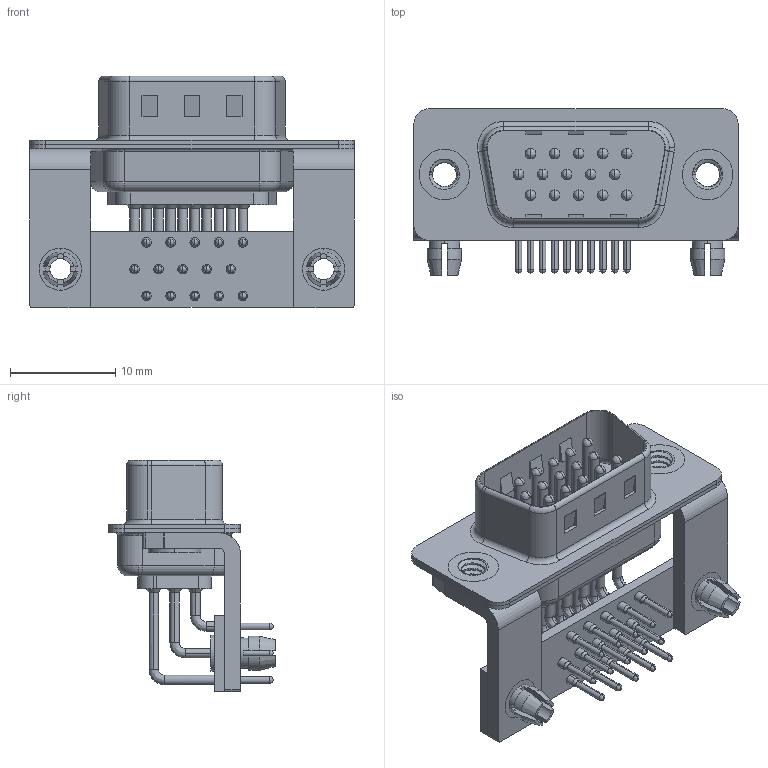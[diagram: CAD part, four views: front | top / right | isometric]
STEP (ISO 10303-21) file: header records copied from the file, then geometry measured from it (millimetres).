
FILE_DESCRIPTION (( 'STEP AP203' ), '1' );
FILE_NAME ('633-M15-263-WN3.STEP', '2018-09-27T21:16:00', ( '' ), ( '' ), 'SwSTEP 2.0', 'SolidWorks 2016', '' );
FILE_SCHEMA (( 'CONFIG_CONTROL_DESIGN' ));
Length unit declared in the file: millimetre
Products named in the file (11): 633M Board Lock; 633M Shell Front_15 Contacts; 633-M15-263-WN3; 633M Shell Rear_15 Contacts; 633M Contact Row 1; 633M Contact Row 2; 633M Contact Row 3; 633M 4-40 Threaded Rivet_Stabilizer; 633M Stabilizer Bracket; 633M Stabilizer Board_15 Contacts; 633M Housing_15 Contacts
Assembly tree (25 placements, depth 2):
  633-M15-263-WN3
    633M Housing_15 Contacts
    633M Shell Front_15 Contacts
    633M Shell Rear_15 Contacts
    633M Contact Row 1  x5
    633M Contact Row 2  x5
    633M Contact Row 3  x5
    633M 4-40 Threaded Rivet_Stabilizer  x2
    633M Stabilizer Bracket  x2
    633M Stabilizer Board_15 Contacts
    633M Board Lock  x2
Bounding box: 30.8 x 15.8 x 22 mm (x, y, z)
Volume: 1971.8 mm3; surface area: 6010.7 mm2
Topology: 25 solids, 25 shells, 2126 faces, 5883 edges, 3822 vertices
Faces by surface type: plane 1141, cylinder 753, bspline 96, cone 80, torus 56
Entity records: 28294 total; most frequent: CARTESIAN_POINT 6114, DIRECTION 4495, ORIENTED_EDGE 4204, EDGE_CURVE 2102, AXIS2_PLACEMENT_3D 1634, VERTEX_POINT 1366, VECTOR 1227, LINE 1227
